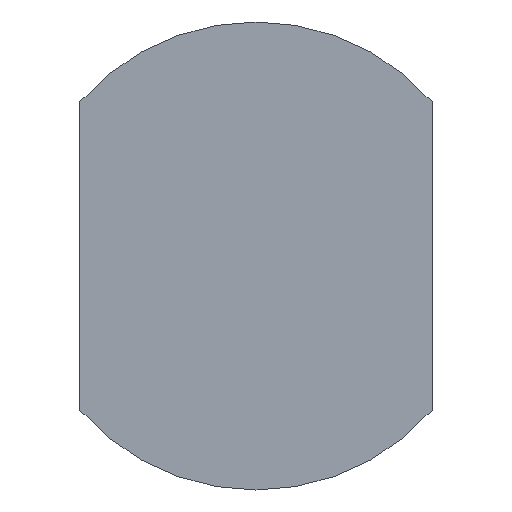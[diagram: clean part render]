
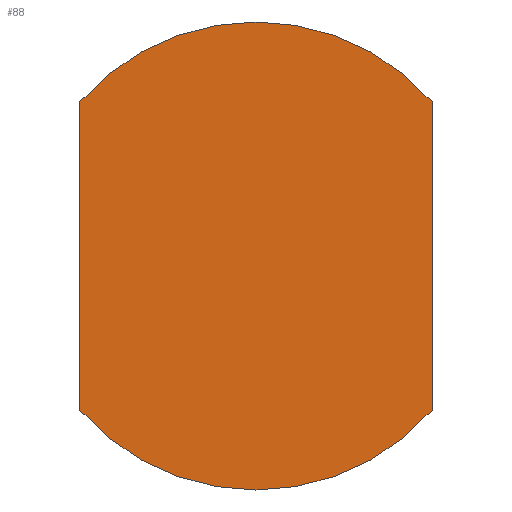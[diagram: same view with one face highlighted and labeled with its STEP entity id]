
A CAD part, left-side view. The second image highlights one B-rep face of the part: STEP entity #88.
In plain terms, the highlighted planar face has unit normal (-1, 0, 0).
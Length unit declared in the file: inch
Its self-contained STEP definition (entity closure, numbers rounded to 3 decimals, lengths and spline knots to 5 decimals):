
#1 = EDGE_CURVE ( 'NONE', #570, #227, #351, .T. ) ;
#14 = CARTESIAN_POINT ( 'NONE',  ( 0., -0.035, -0.03061 ) ) ;
#16 = VECTOR ( 'NONE', #163, 39.37008 ) ;
#36 = LINE ( 'NONE', #438, #286 ) ;
#58 = CARTESIAN_POINT ( 'NONE',  ( 0., 0., 0.0465 ) ) ;
#71 = DIRECTION ( 'NONE',  ( 0., 0., 1. ) ) ;
#88 = ADVANCED_FACE ( 'NONE', ( #636 ), #232, .F. ) ;
#90 = EDGE_CURVE ( 'NONE', #262, #227, #36, .T. ) ;
#103 = LINE ( 'NONE', #402, #16 ) ;
#111 = CIRCLE ( 'NONE', #275, 0.0465 ) ;
#132 = DIRECTION ( 'NONE',  ( 0., 0., 1. ) ) ;
#136 = DIRECTION ( 'NONE',  ( 0., 0., 1. ) ) ;
#143 = DIRECTION ( 'NONE',  ( 0., 0., 1. ) ) ;
#157 = ORIENTED_EDGE ( 'NONE', *, *, #90, .F. ) ;
#163 = DIRECTION ( 'NONE',  ( 0., 0., -1. ) ) ;
#175 = VERTEX_POINT ( 'NONE', #647 ) ;
#185 = EDGE_CURVE ( 'NONE', #175, #307, #103, .T. ) ;
#207 = EDGE_LOOP ( 'NONE', ( #157, #230, #303, #403, #218 ) ) ;
#218 = ORIENTED_EDGE ( 'NONE', *, *, #1, .T. ) ;
#227 = VERTEX_POINT ( 'NONE', #356 ) ;
#230 = ORIENTED_EDGE ( 'NONE', *, *, #441, .T. ) ;
#232 = PLANE ( 'NONE',  #571 ) ;
#237 = CARTESIAN_POINT ( 'NONE',  ( 0., 0., 0. ) ) ;
#258 = AXIS2_PLACEMENT_3D ( 'NONE', #377, #335, #143 ) ;
#262 = VERTEX_POINT ( 'NONE', #503 ) ;
#266 = DIRECTION ( 'NONE',  ( -1., 0., 0. ) ) ;
#275 = AXIS2_PLACEMENT_3D ( 'NONE', #237, #540, #136 ) ;
#286 = VECTOR ( 'NONE', #132, 39.37008 ) ;
#303 = ORIENTED_EDGE ( 'NONE', *, *, #185, .F. ) ;
#307 = VERTEX_POINT ( 'NONE', #14 ) ;
#335 = DIRECTION ( 'NONE',  ( -1., 0., 0. ) ) ;
#339 = EDGE_CURVE ( 'NONE', #175, #570, #434, .T. ) ;
#351 = CIRCLE ( 'NONE', #258, 0.0465 ) ;
#356 = CARTESIAN_POINT ( 'NONE',  ( 0., 0.035, 0.03061 ) ) ;
#377 = CARTESIAN_POINT ( 'NONE',  ( 0., 0., 0. ) ) ;
#402 = CARTESIAN_POINT ( 'NONE',  ( 0., -0.035, 0.05 ) ) ;
#403 = ORIENTED_EDGE ( 'NONE', *, *, #339, .T. ) ;
#434 = CIRCLE ( 'NONE', #537, 0.0465 ) ;
#438 = CARTESIAN_POINT ( 'NONE',  ( 0., 0.035, 0.05 ) ) ;
#441 = EDGE_CURVE ( 'NONE', #262, #307, #111, .T. ) ;
#490 = CARTESIAN_POINT ( 'NONE',  ( 0., 0., 0. ) ) ;
#496 = DIRECTION ( 'NONE',  ( 0., 0., -1. ) ) ;
#503 = CARTESIAN_POINT ( 'NONE',  ( 0., 0.035, -0.03061 ) ) ;
#537 = AXIS2_PLACEMENT_3D ( 'NONE', #615, #266, #71 ) ;
#540 = DIRECTION ( 'NONE',  ( -1., 0., 0. ) ) ;
#570 = VERTEX_POINT ( 'NONE', #58 ) ;
#571 = AXIS2_PLACEMENT_3D ( 'NONE', #490, #631, #496 ) ;
#615 = CARTESIAN_POINT ( 'NONE',  ( 0., 0., 0. ) ) ;
#631 = DIRECTION ( 'NONE',  ( 1., 0., 0. ) ) ;
#636 = FACE_OUTER_BOUND ( 'NONE', #207, .T. ) ;
#647 = CARTESIAN_POINT ( 'NONE',  ( 0., -0.035, 0.03061 ) ) ;
